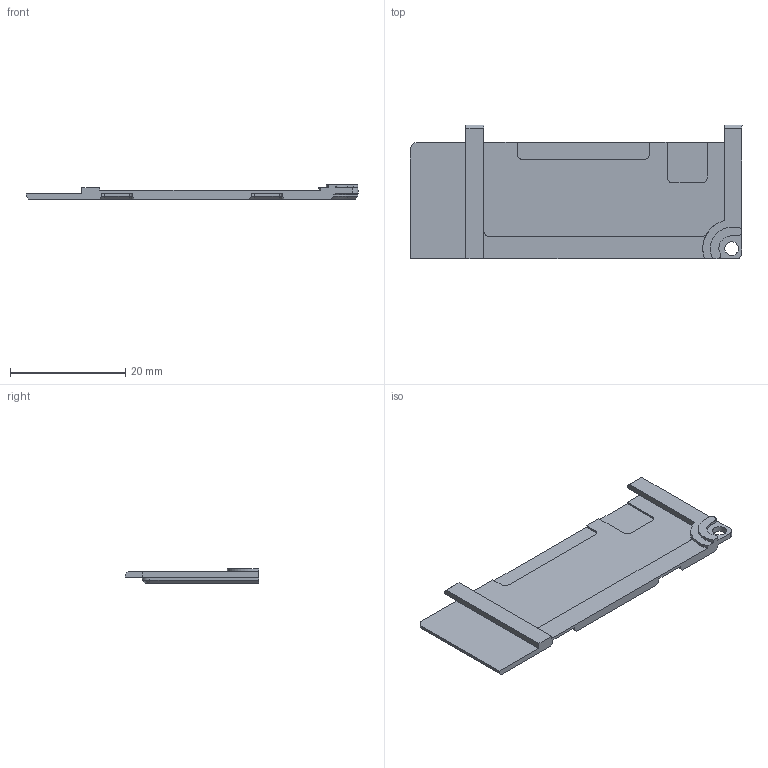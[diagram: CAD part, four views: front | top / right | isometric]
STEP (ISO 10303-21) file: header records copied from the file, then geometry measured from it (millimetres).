
FILE_DESCRIPTION(/* description */ (''),/* implementation_level */ '2;1');
FILE_NAME(/* name */ 'cartShield100624.step',/* time_stamp */ '2024-10-06T09:26:56-07:00',/* author */ (''),/* organization */ (''),/* preprocessor_version */ 'ST-DEVELOPER v20',/* originating_system */ 'Autodesk Translation Framework v13.14.0.145',/* authorisation */ '');
FILE_SCHEMA (('AUTOMOTIVE_DESIGN { 1 0 10303 214 3 1 1 }'));
Length unit declared in the file: millimetre
Products named in the file (1): CartShield
Bounding box: 57.6 x 23.2 x 2.54 mm (x, y, z)
Volume: 1319.5 mm3; surface area: 2648.7 mm2
Topology: 1 solids, 1 shells, 86 faces, 235 edges, 151 vertices
Faces by surface type: plane 58, cylinder 20, cone 8
Full cylindrical faces by diameter (mm): 2.4 x1
Entity records: 2729 total; most frequent: CARTESIAN_POINT 477, ORIENTED_EDGE 470, DIRECTION 458, EDGE_CURVE 235, LINE 182, VECTOR 182, VERTEX_POINT 151, AXIS2_PLACEMENT_3D 138
